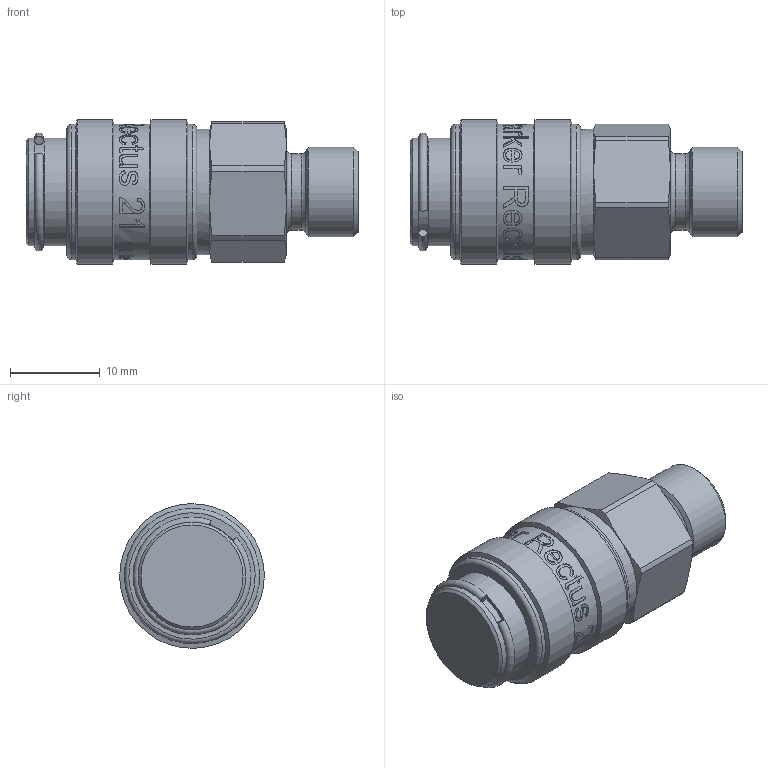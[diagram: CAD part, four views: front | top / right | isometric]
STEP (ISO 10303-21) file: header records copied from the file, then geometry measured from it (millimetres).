
FILE_DESCRIPTION(/* description */ (''),/* implementation_level */ '2;1');
FILE_NAME(/* name */ '21KBAD10MPN.stp',/* time_stamp */ '2016-11-22T16:04:38+01:00',/* author */ ('IA176480'),/* organization */ (''),/* preprocessor_version */ 'ST-DEVELOPER v16.1',/* originating_system */ 'Autodesk Inventor 2016',/* authorisation */ '');
FILE_SCHEMA (('AUTOMOTIVE_DESIGN { 1 0 10303 214 3 1 1 }'));
Products named in the file (1): 21KBAD10MPN
Bounding box: 37.06 x 16.14 x 16.14 mm (x, y, z)
Volume: 5056.2 mm3; surface area: 3603.7 mm2
Topology: 2 solids, 4 shells, 467 faces, 1224 edges, 806 vertices
Faces by surface type: bspline 214, plane 150, cylinder 66, cone 29, torus 8
Full cylindrical faces by diameter (mm): 4.5 x1, 6 x1, 8.5 x1, 10 x1, 10.567 x1, 10.7 x1, 11.15 x1, 11.4 x1, 11.5 x1, 12 x2, 12.15 x2, 14 x3, 15.1 x3, 16.15 x2
Entity records: 61034 total; most frequent: CARTESIAN_POINT 51068, ORIENTED_EDGE 2312, DIRECTION 1227, EDGE_CURVE 1155, VERTEX_POINT 786, EDGE_LOOP 560, B_SPLINE_CURVE_WITH_KNOTS 559, FACE_OUTER_BOUND 466
